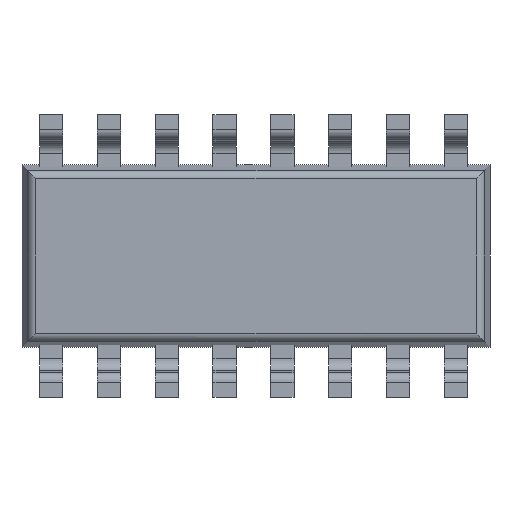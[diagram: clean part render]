
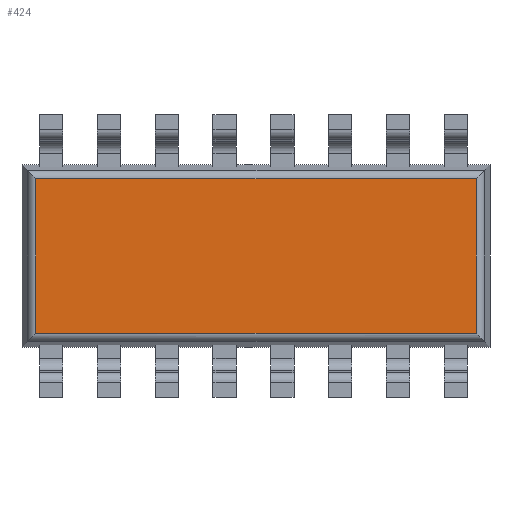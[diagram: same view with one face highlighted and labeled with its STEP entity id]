
A CAD part, front view. The second image highlights one B-rep face of the part: STEP entity #424.
In plain terms, the highlighted planar face has unit normal (0, -1, 0).
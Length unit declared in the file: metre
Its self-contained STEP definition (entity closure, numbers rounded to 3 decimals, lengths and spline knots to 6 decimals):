
#424 = ADVANCED_FACE( '', ( #1031 ), #1032, .T. );
#1031 = FACE_OUTER_BOUND( '', #1852, .T. );
#1032 = PLANE( '', #1853 );
#1852 = EDGE_LOOP( '', ( #2817, #2818, #2819, #2820 ) );
#1853 = AXIS2_PLACEMENT_3D( '', #2821, #2822, #2823 );
#2817 = ORIENTED_EDGE( '', *, *, #4894, .T. );
#2818 = ORIENTED_EDGE( '', *, *, #4895, .T. );
#2819 = ORIENTED_EDGE( '', *, *, #4896, .T. );
#2820 = ORIENTED_EDGE( '', *, *, #4897, .T. );
#2821 = CARTESIAN_POINT( '', ( -0.000385, 0.000166, -0.00126 ) );
#2822 = DIRECTION( '', ( 0., -1., 0. ) );
#2823 = DIRECTION( '', ( 0., 0., -1. ) );
#4894 = EDGE_CURVE( '', #5916, #5917, #5918, .T. );
#4895 = EDGE_CURVE( '', #5917, #5919, #5920, .T. );
#4896 = EDGE_CURVE( '', #5919, #5921, #5922, .F. );
#4897 = EDGE_CURVE( '', #5921, #5916, #5923, .F. );
#5916 = VERTEX_POINT( '', #7318 );
#5917 = VERTEX_POINT( '', #7319 );
#5918 = LINE( '', #7320, #7321 );
#5919 = VERTEX_POINT( '', #7322 );
#5920 = LINE( '', #7323, #7324 );
#5921 = VERTEX_POINT( '', #7325 );
#5922 = LINE( '', #7326, #7327 );
#5923 = LINE( '', #7328, #7329 );
#7318 = CARTESIAN_POINT( '', ( -0.000087, 0.000166, -0.004802 ) );
#7319 = CARTESIAN_POINT( '', ( 0.009597, 0.000166, -0.004802 ) );
#7320 = CARTESIAN_POINT( '', ( -0.000385, 0.000166, -0.004802 ) );
#7321 = VECTOR( '', #8799, 1. );
#7322 = CARTESIAN_POINT( '', ( 0.009597, 0.000166, -0.001398 ) );
#7323 = CARTESIAN_POINT( '', ( 0.009597, 0.000166, -0.00126 ) );
#7324 = VECTOR( '', #8800, 1. );
#7325 = CARTESIAN_POINT( '', ( -0.000087, 0.000166, -0.001398 ) );
#7326 = CARTESIAN_POINT( '', ( -0.000385, 0.000166, -0.001398 ) );
#7327 = VECTOR( '', #8801, 1. );
#7328 = CARTESIAN_POINT( '', ( -0.000087, 0.000166, -0.00126 ) );
#7329 = VECTOR( '', #8802, 1. );
#8799 = DIRECTION( '', ( 1., 0., 0. ) );
#8800 = DIRECTION( '', ( 0., 0., 1. ) );
#8801 = DIRECTION( '', ( 1., 0., 0. ) );
#8802 = DIRECTION( '', ( 0., 0., 1. ) );
